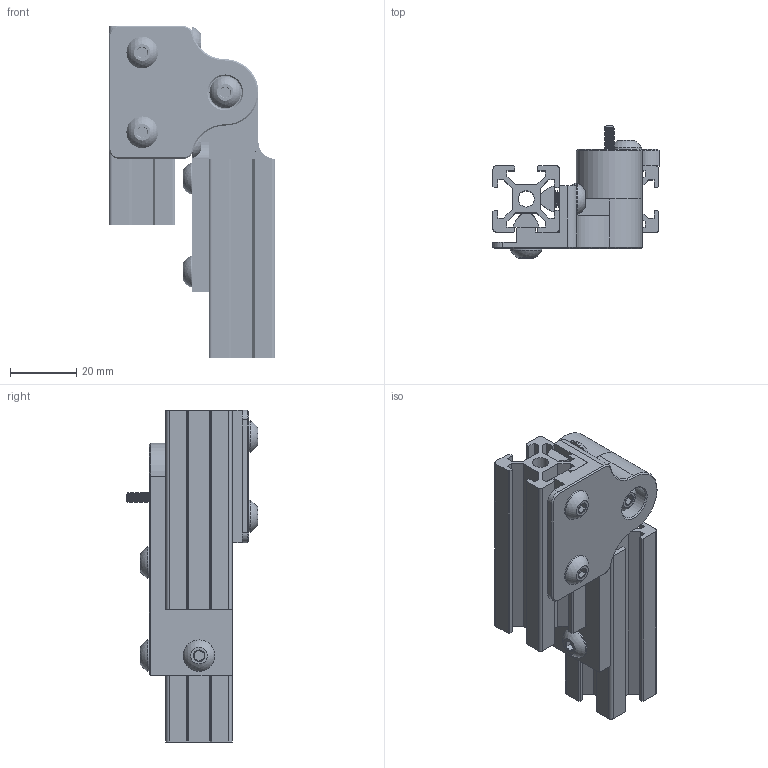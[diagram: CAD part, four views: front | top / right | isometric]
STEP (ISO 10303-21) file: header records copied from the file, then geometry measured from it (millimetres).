
FILE_DESCRIPTION(/* description */ (''),/* implementation_level */ '2;1');
FILE_NAME(/* name */ 'Support_Arm_ Assembly v8.step',/* time_stamp */ '2022-01-17T08:10:04-06:00',/* author */ (''),/* organization */ (''),/* preprocessor_version */ 'ST-DEVELOPER v18.1',/* originating_system */ 'Autodesk Translation Framework v10.13.0.1454',/* authorisation */ '');
FILE_SCHEMA (('AUTOMOTIVE_DESIGN { 1 0 10303 214 3 1 1 }'));
Length unit declared in the file: millimetre
Products named in the file (13): Support_Arm_ Assembly; Support arm left printer attachment final; M3 x 25 SHCS; 91274A111_Zinc-Aluminum-Coated Alloy Steel Socket Head Screw; Spring_4mm_x_10mm; Support Arm Attachment left Final; 93475A240_18-8 Stainless Steel Washer; M5 x 25 BHCS; 97763A433_18-8 Stainless Steel Button Head Hex Drive Screws; M5_Hex_Nut; M5_rollin_nut; 2020 Extrusion 60mm; M5 x 10 BHCS
Assembly tree (27 placements, depth 3):
  Support_Arm_ Assembly
    2020 Extrusion 60mm  x2
    M5_rollin_nut  x8
    Support arm left printer attachment final
    M5 x 10 BHCS  x8
    M3 x 25 SHCS
      91274A111_Zinc-Aluminum-Coated Alloy Steel Socket Head Screw
    Spring_4mm_x_10mm
    Support Arm Attachment left Final
    93475A240_18-8 Stainless Steel Washer
    M5 x 25 BHCS
      97763A433_18-8 Stainless Steel Button Head Hex Drive Screws
    M5_Hex_Nut
Bounding box: 50 x 39.75 x 100 mm (x, y, z)
Volume: 52257.3 mm3; surface area: 41599.8 mm2
Topology: 33 solids, 33 shells, 949 faces, 2459 edges, 1580 vertices
Faces by surface type: cylinder 442, plane 352, cone 114, bspline 24, sphere 17
Full cylindrical faces by diameter (mm): 2.35 x35, 2.98 x8, 3 x36, 3.2 x1, 3.961 x130, 4.134 x8, 4.5 x1, 4.9 x2, 5 x122, 5.2 x10, 5.3 x1, 5.5 x1, 6 x2, 8.235 x1, 9.5 x9, 10 x2
Entity records: 33746 total; most frequent: CARTESIAN_POINT 22493, ORIENTED_EDGE 2472, DIRECTION 2008, EDGE_CURVE 1236, VERTEX_POINT 794, AXIS2_PLACEMENT_3D 702, LINE 604, VECTOR 604
